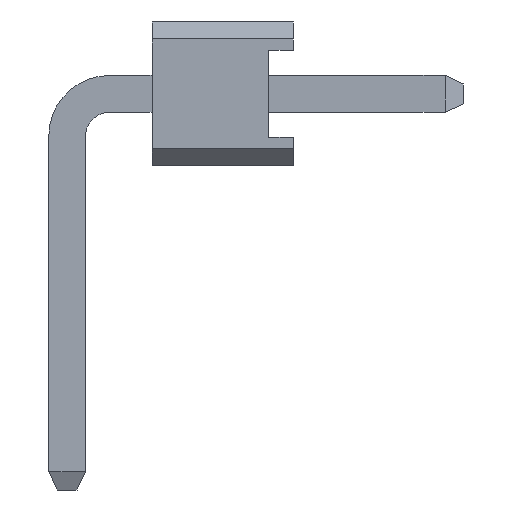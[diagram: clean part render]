
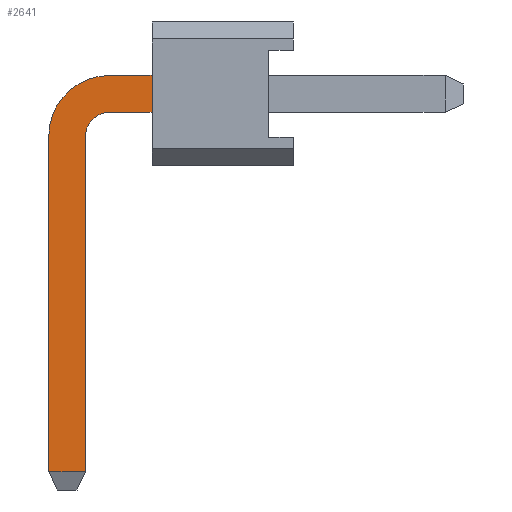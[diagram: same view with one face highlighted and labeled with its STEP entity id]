
A CAD part, left-side view. The second image highlights one B-rep face of the part: STEP entity #2641.
In plain terms, the highlighted planar face has unit normal (-1, 0, 0).
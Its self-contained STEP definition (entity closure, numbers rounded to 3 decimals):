
#636 = CARTESIAN_POINT ( 'NONE',  ( -0.325, 3.25, 0.325 ) ) ;
#681 = DIRECTION ( 'NONE',  ( 0., 0., 1. ) ) ;
#682 = DIRECTION ( 'NONE',  ( -1., 0., 0. ) ) ;
#683 = CARTESIAN_POINT ( 'NONE',  ( -0.325, 3.25, -0.75 ) ) ;
#684 = AXIS2_PLACEMENT_3D ( 'NONE', #683, #682, #681 ) ;
#685 = CIRCLE ( 'NONE', #684, 1.075 ) ;
#830 = DIRECTION ( 'NONE',  ( 0., -1., 0. ) ) ;
#831 = VECTOR ( 'NONE', #830, 1000. ) ;
#832 = CARTESIAN_POINT ( 'NONE',  ( -0.325, 3.25, 0.325 ) ) ;
#833 = LINE ( 'NONE', #832, #831 ) ;
#834 = DIRECTION ( 'NONE',  ( 0., -1., 0. ) ) ;
#835 = VECTOR ( 'NONE', #834, 1000. ) ;
#839 = CARTESIAN_POINT ( 'NONE',  ( -0.325, 3.25, -0.325 ) ) ;
#840 = LINE ( 'NONE', #839, #835 ) ;
#841 = CARTESIAN_POINT ( 'NONE',  ( -0.325, 3.25, -0.325 ) ) ;
#842 = DIRECTION ( 'NONE',  ( 0., 0., 1. ) ) ;
#843 = DIRECTION ( 'NONE',  ( -1., 0., 0. ) ) ;
#844 = CARTESIAN_POINT ( 'NONE',  ( -0.325, 3.25, -0.75 ) ) ;
#845 = AXIS2_PLACEMENT_3D ( 'NONE', #844, #843, #842 ) ;
#846 = CIRCLE ( 'NONE', #845, 0.425 ) ;
#847 = CARTESIAN_POINT ( 'NONE',  ( -0.325, 3.675, -0.75 ) ) ;
#848 = DIRECTION ( 'NONE',  ( 0., 0., -1. ) ) ;
#849 = VECTOR ( 'NONE', #848, 1000. ) ;
#850 = CARTESIAN_POINT ( 'NONE',  ( -0.325, 3.675, -0.75 ) ) ;
#851 = LINE ( 'NONE', #850, #849 ) ;
#852 = CARTESIAN_POINT ( 'NONE',  ( -0.325, 3.675, -6.678 ) ) ;
#969 = DIRECTION ( 'NONE',  ( 0., -1., 0. ) ) ;
#970 = VECTOR ( 'NONE', #969, 1000. ) ;
#971 = CARTESIAN_POINT ( 'NONE',  ( -0.325, 3.25, -6.678 ) ) ;
#972 = LINE ( 'NONE', #971, #970 ) ;
#973 = CARTESIAN_POINT ( 'NONE',  ( -0.325, 4.325, -6.678 ) ) ;
#974 = CARTESIAN_POINT ( 'NONE',  ( -0.325, 4.325, -0.75 ) ) ;
#975 = DIRECTION ( 'NONE',  ( 0., 0., -1. ) ) ;
#976 = VECTOR ( 'NONE', #975, 1000. ) ;
#977 = CARTESIAN_POINT ( 'NONE',  ( -0.325, 4.325, -0.75 ) ) ;
#978 = DIRECTION ( 'NONE',  ( 0., 0., -1. ) ) ;
#979 = DIRECTION ( 'NONE',  ( 1., 0., 0. ) ) ;
#980 = CARTESIAN_POINT ( 'NONE',  ( -0.325, 3.25, 0.325 ) ) ;
#981 = LINE ( 'NONE', #977, #976 ) ;
#982 = AXIS2_PLACEMENT_3D ( 'NONE', #980, #979, #978 ) ;
#983 = PLANE ( 'NONE',  #982 ) ;
#984 = FACE_OUTER_BOUND ( 'NONE', #2642, .T. ) ;
#2189 = EDGE_CURVE ( 'NONE', #2190, #2191, #3728, .T. ) ;
#2190 = VERTEX_POINT ( 'NONE', #3724 ) ;
#2191 = VERTEX_POINT ( 'NONE', #3723 ) ;
#2591 = VERTEX_POINT ( 'NONE', #636 ) ;
#2592 = ORIENTED_EDGE ( 'NONE', *, *, #2593, .T. ) ;
#2593 = EDGE_CURVE ( 'NONE', #2591, #2645, #685, .T. ) ;
#2641 = ADVANCED_FACE ( 'NONE', ( #984 ), #983, .F. ) ;
#2642 = EDGE_LOOP ( 'NONE', ( #2643, #2647, #2699, #2702, #2705, #2707, #2708, #2592 ) ) ;
#2643 = ORIENTED_EDGE ( 'NONE', *, *, #2644, .T. ) ;
#2644 = EDGE_CURVE ( 'NONE', #2645, #2646, #981, .T. ) ;
#2645 = VERTEX_POINT ( 'NONE', #974 ) ;
#2646 = VERTEX_POINT ( 'NONE', #973 ) ;
#2647 = ORIENTED_EDGE ( 'NONE', *, *, #2648, .T. ) ;
#2648 = EDGE_CURVE ( 'NONE', #2646, #2698, #972, .T. ) ;
#2698 = VERTEX_POINT ( 'NONE', #852 ) ;
#2699 = ORIENTED_EDGE ( 'NONE', *, *, #2700, .F. ) ;
#2700 = EDGE_CURVE ( 'NONE', #2701, #2698, #851, .T. ) ;
#2701 = VERTEX_POINT ( 'NONE', #847 ) ;
#2702 = ORIENTED_EDGE ( 'NONE', *, *, #2703, .F. ) ;
#2703 = EDGE_CURVE ( 'NONE', #2704, #2701, #846, .T. ) ;
#2704 = VERTEX_POINT ( 'NONE', #841 ) ;
#2705 = ORIENTED_EDGE ( 'NONE', *, *, #2706, .T. ) ;
#2706 = EDGE_CURVE ( 'NONE', #2704, #2190, #840, .T. ) ;
#2707 = ORIENTED_EDGE ( 'NONE', *, *, #2189, .T. ) ;
#2708 = ORIENTED_EDGE ( 'NONE', *, *, #2709, .F. ) ;
#2709 = EDGE_CURVE ( 'NONE', #2591, #2191, #833, .T. ) ;
#3723 = CARTESIAN_POINT ( 'NONE',  ( -0.325, 2.5, 0.325 ) ) ;
#3724 = CARTESIAN_POINT ( 'NONE',  ( -0.325, 2.5, -0.325 ) ) ;
#3725 = DIRECTION ( 'NONE',  ( 0., 0., 1. ) ) ;
#3726 = VECTOR ( 'NONE', #3725, 1000. ) ;
#3727 = CARTESIAN_POINT ( 'NONE',  ( -0.325, 2.5, -1.27 ) ) ;
#3728 = LINE ( 'NONE', #3727, #3726 ) ;
